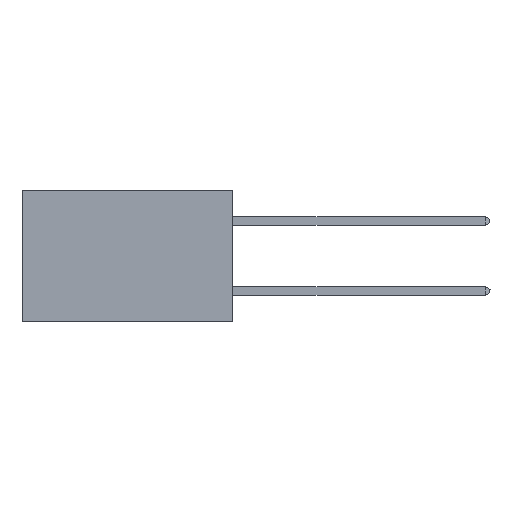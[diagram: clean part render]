
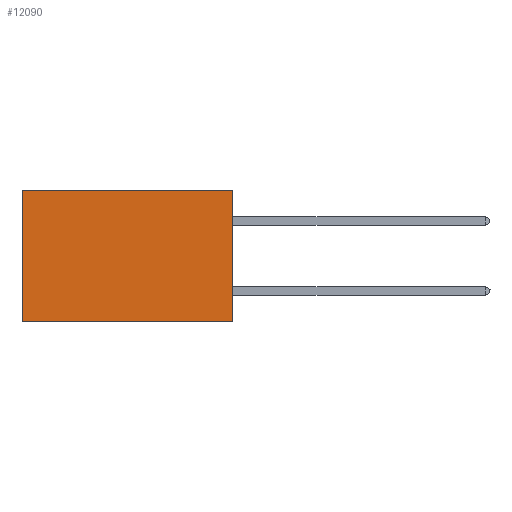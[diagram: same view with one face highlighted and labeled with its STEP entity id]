
A CAD part, left-side view. The second image highlights one B-rep face of the part: STEP entity #12090.
In plain terms, the highlighted planar face has unit normal (-1, 0, 0).
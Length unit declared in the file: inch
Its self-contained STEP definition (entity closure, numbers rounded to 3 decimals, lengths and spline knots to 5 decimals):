
#17 = DIRECTION ( 'NONE',  ( 0., 0., -1. ) ) ;
#419 = FACE_OUTER_BOUND ( 'NONE', #1621, .T. ) ;
#590 = EDGE_CURVE ( 'NONE', #695, #12223, #6769, .T. ) ;
#695 = VERTEX_POINT ( 'NONE', #9640 ) ;
#1621 = EDGE_LOOP ( 'NONE', ( #12310, #9178, #19703, #8376 ) ) ;
#1923 = VERTEX_POINT ( 'NONE', #2128 ) ;
#2128 = CARTESIAN_POINT ( 'NONE',  ( 0.2875, 0.6, -0.375 ) ) ;
#2777 = CARTESIAN_POINT ( 'NONE',  ( 0.2875, 0., -0.375 ) ) ;
#3901 = CARTESIAN_POINT ( 'NONE',  ( 0.2875, 0., -0.375 ) ) ;
#4639 = LINE ( 'NONE', #14138, #13039 ) ;
#5268 = CARTESIAN_POINT ( 'NONE',  ( 0.2875, 0.6, -0.375 ) ) ;
#6769 = LINE ( 'NONE', #3901, #7290 ) ;
#7227 = DIRECTION ( 'NONE',  ( 0., 0., -1. ) ) ;
#7290 = VECTOR ( 'NONE', #17461, 39.37008 ) ;
#7815 = EDGE_CURVE ( 'NONE', #12223, #1923, #16802, .T. ) ;
#8376 = ORIENTED_EDGE ( 'NONE', *, *, #18802, .T. ) ;
#8738 = EDGE_CURVE ( 'NONE', #12149, #1923, #13887, .T. ) ;
#9154 = DIRECTION ( 'NONE',  ( 0., 1., 0. ) ) ;
#9178 = ORIENTED_EDGE ( 'NONE', *, *, #7815, .F. ) ;
#9640 = CARTESIAN_POINT ( 'NONE',  ( 0.2875, 0., 0. ) ) ;
#9686 = DIRECTION ( 'NONE',  ( 0., 1., 0. ) ) ;
#10037 = CARTESIAN_POINT ( 'NONE',  ( 0.2875, 0., -0.375 ) ) ;
#11779 = PLANE ( 'NONE',  #11933 ) ;
#11933 = AXIS2_PLACEMENT_3D ( 'NONE', #10037, #14916, #17 ) ;
#12077 = VECTOR ( 'NONE', #9686, 39.37008 ) ;
#12090 = ADVANCED_FACE ( 'NONE', ( #419 ), #11779, .F. ) ;
#12149 = VERTEX_POINT ( 'NONE', #18302 ) ;
#12223 = VERTEX_POINT ( 'NONE', #16962 ) ;
#12310 = ORIENTED_EDGE ( 'NONE', *, *, #8738, .T. ) ;
#13039 = VECTOR ( 'NONE', #9154, 39.37008 ) ;
#13887 = LINE ( 'NONE', #5268, #18597 ) ;
#14138 = CARTESIAN_POINT ( 'NONE',  ( 0.2875, 0., 0. ) ) ;
#14916 = DIRECTION ( 'NONE',  ( 1., 0., 0. ) ) ;
#16802 = LINE ( 'NONE', #2777, #12077 ) ;
#16962 = CARTESIAN_POINT ( 'NONE',  ( 0.2875, 0., -0.375 ) ) ;
#17461 = DIRECTION ( 'NONE',  ( 0., 0., -1. ) ) ;
#18302 = CARTESIAN_POINT ( 'NONE',  ( 0.2875, 0.6, 0. ) ) ;
#18597 = VECTOR ( 'NONE', #7227, 39.37008 ) ;
#18802 = EDGE_CURVE ( 'NONE', #695, #12149, #4639, .T. ) ;
#19703 = ORIENTED_EDGE ( 'NONE', *, *, #590, .F. ) ;
